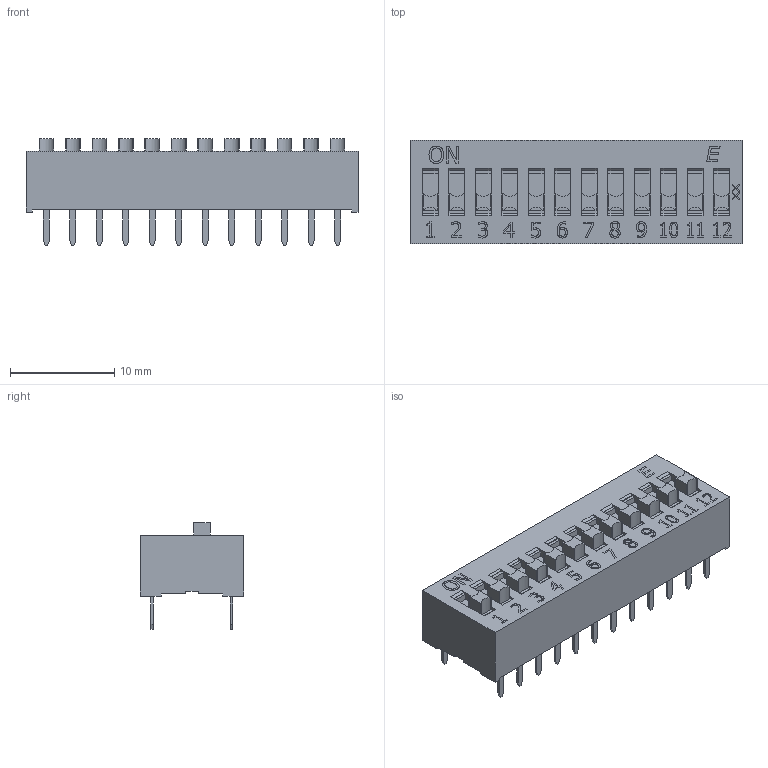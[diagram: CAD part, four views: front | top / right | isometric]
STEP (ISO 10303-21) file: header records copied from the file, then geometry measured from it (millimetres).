
FILE_DESCRIPTION(/* description */ (''),/* implementation_level */ '2;1');
FILE_NAME(/* name */ 'KAS1112Ex.stp',/* time_stamp */ '2025-05-21T11:29:53-05:00',/* author */ ('mroman'),/* organization */ (''),/* preprocessor_version */ 'ST-DEVELOPER v18.1',/* originating_system */ 'Autodesk Inventor 2022',/* authorisation */ '');
FILE_SCHEMA (('AUTOMOTIVE_DESIGN { 1 0 10303 214 3 1 1 }'));
Length unit declared in the file: centimetre
Products named in the file (1): KAS1112Ex
Bounding box: 31.84 x 9.9 x 10.25 mm (x, y, z)
Volume: 1700.3 mm3; surface area: 1515.6 mm2
Topology: 1 solids, 1 shells, 881 faces, 2412 edges, 1608 vertices
Faces by surface type: plane 687, bspline 146, cylinder 48
Entity records: 28707 total; most frequent: CARTESIAN_POINT 7194, ORIENTED_EDGE 4824, DIRECTION 3688, EDGE_CURVE 2412, LINE 2024, VECTOR 2024, VERTEX_POINT 1608, EDGE_LOOP 956
